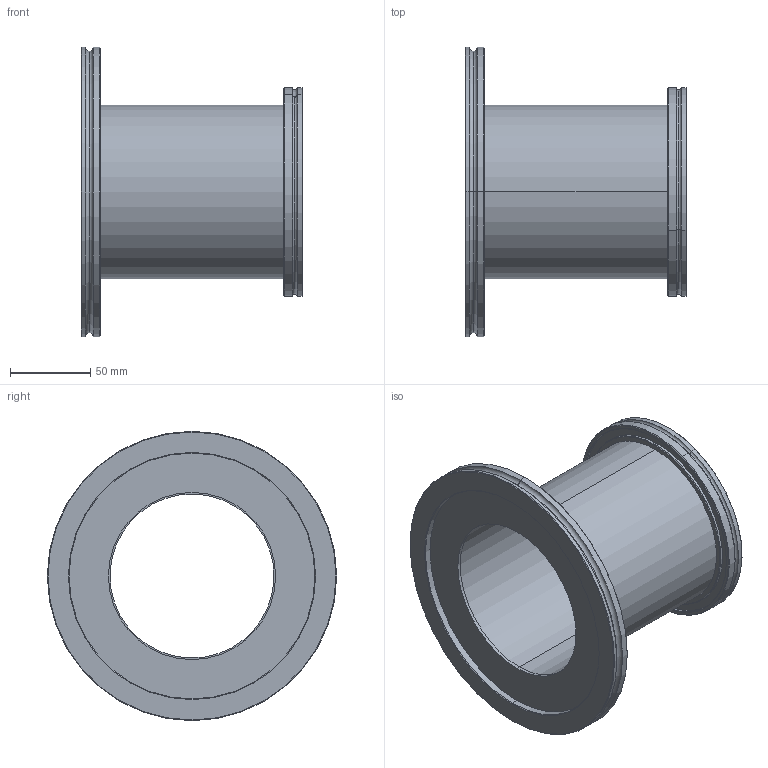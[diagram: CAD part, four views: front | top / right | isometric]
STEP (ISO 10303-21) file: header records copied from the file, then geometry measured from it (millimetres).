
FILE_DESCRIPTION (( 'STEP AP214' ), '1' );
FILE_NAME ('Hositrad_ISO100-160R.STEP', '2017-06-06T07:55:48', ( 'Gebruiker' ), ( '' ), 'SwSTEP 2.0', 'SolidWorks 2017', '' );
FILE_SCHEMA (( 'AUTOMOTIVE_DESIGN' ));
Length unit declared in the file: millimetre
Products named in the file (4): ISO-K-Weld-All_ISO160-108; ISO-K-Weld-All_ISO100-108; ISO-K-Reducer-Tube-All_ISO100-160R; Hositrad_ISO100-160R
Assembly tree (3 placements, depth 2):
  Hositrad_ISO100-160R
    ISO-K-Reducer-Tube-All_ISO100-160R
    ISO-K-Weld-All_ISO100-108
    ISO-K-Weld-All_ISO160-108
Bounding box: 138 x 180 x 180 mm (x, y, z)
Volume: 277614.8 mm3; surface area: 153794.8 mm2
Topology: 3 solids, 3 shells, 71 faces, 142 edges, 84 vertices
Faces by surface type: cylinder 30, cone 20, plane 13, torus 8
Entity records: 2018 total; most frequent: DIRECTION 388, CARTESIAN_POINT 303, ORIENTED_EDGE 284, AXIS2_PLACEMENT_3D 169, EDGE_CURVE 142, CIRCLE 92, VERTEX_POINT 84, EDGE_LOOP 84
